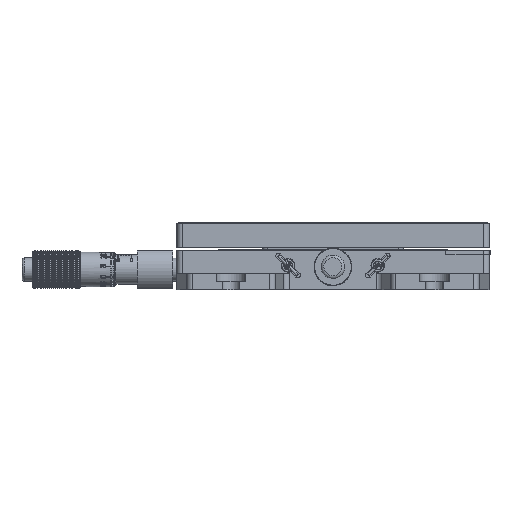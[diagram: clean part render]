
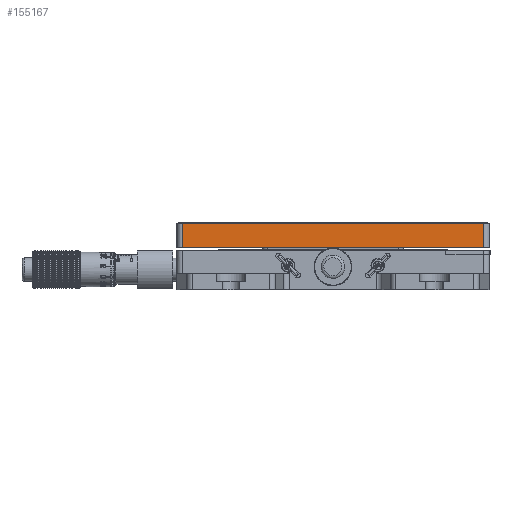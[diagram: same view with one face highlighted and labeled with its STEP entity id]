
A CAD part, left-side view. The second image highlights one B-rep face of the part: STEP entity #155167.
In plain terms, the highlighted planar face has unit normal (-1, 0, 0).
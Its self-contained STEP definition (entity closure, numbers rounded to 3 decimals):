
#6814=PLANE('',#163554);
#25320=LINE('',#262858,#43954);
#25329=LINE('',#262888,#43963);
#25331=LINE('',#262894,#43965);
#25332=LINE('',#262895,#43966);
#43954=VECTOR('',#198862,10.);
#43963=VECTOR('',#198895,10.);
#43965=VECTOR('',#198901,10.);
#43966=VECTOR('',#198902,10.);
#51645=FACE_OUTER_BOUND('',#58937,.T.);
#58937=EDGE_LOOP('',(#140226,#140227,#140228,#140229));
#75424=VERTEX_POINT('',#262848);
#75426=VERTEX_POINT('',#262854);
#75436=VERTEX_POINT('',#262887);
#75438=VERTEX_POINT('',#262893);
#97092=EDGE_CURVE('',#75424,#75426,#25320,.T.);
#97107=EDGE_CURVE('',#75426,#75436,#25329,.T.);
#97110=EDGE_CURVE('',#75438,#75424,#25331,.T.);
#97111=EDGE_CURVE('',#75438,#75436,#25332,.T.);
#140226=ORIENTED_EDGE('',*,*,#97092,.F.);
#140227=ORIENTED_EDGE('',*,*,#97110,.F.);
#140228=ORIENTED_EDGE('',*,*,#97111,.T.);
#140229=ORIENTED_EDGE('',*,*,#97107,.F.);
#155167=ADVANCED_FACE('',(#51645),#6814,.T.);
#163554=AXIS2_PLACEMENT_3D('',#262892,#198899,#198900);
#198862=DIRECTION('',(0.,-1.,0.));
#198895=DIRECTION('',(0.,0.,-1.));
#198899=DIRECTION('center_axis',(-1.,0.,0.));
#198900=DIRECTION('ref_axis',(0.,-1.,0.));
#198901=DIRECTION('',(0.,0.,1.));
#198902=DIRECTION('',(0.,-1.,0.));
#262848=CARTESIAN_POINT('',(-61.475,55.21,25.921));
#262854=CARTESIAN_POINT('',(-61.475,-55.79,25.921));
#262858=CARTESIAN_POINT('',(-61.475,28.46,25.921));
#262887=CARTESIAN_POINT('',(-61.475,-55.79,16.921));
#262888=CARTESIAN_POINT('',(-61.475,-55.79,16.921));
#262892=CARTESIAN_POINT('Origin',(-61.475,57.21,16.921));
#262893=CARTESIAN_POINT('',(-61.475,55.21,16.921));
#262894=CARTESIAN_POINT('',(-61.475,55.21,16.921));
#262895=CARTESIAN_POINT('',(-61.475,57.21,16.921));
